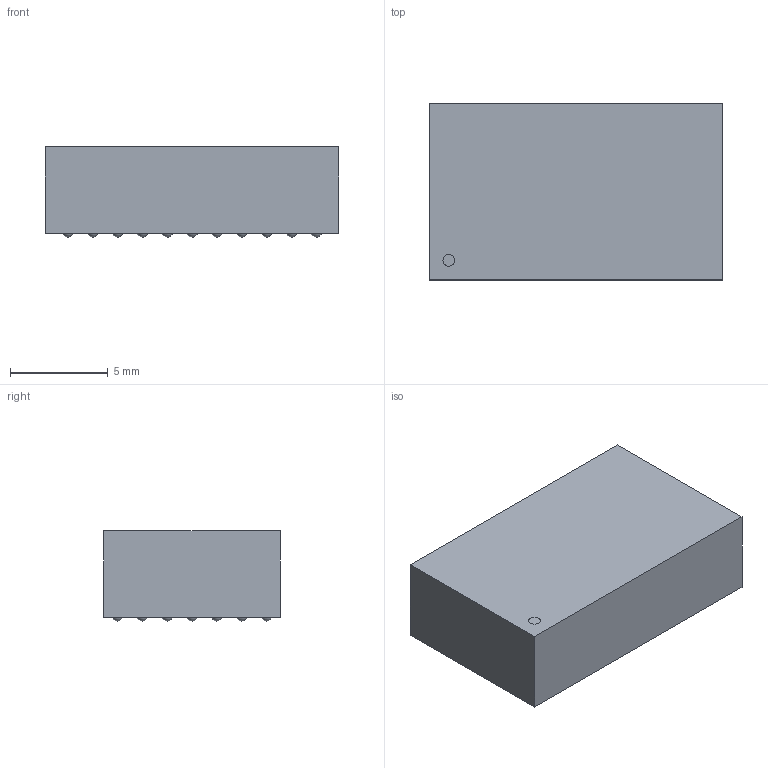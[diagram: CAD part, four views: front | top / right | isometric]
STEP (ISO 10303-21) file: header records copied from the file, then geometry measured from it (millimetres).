
FILE_DESCRIPTION(('FreeCAD Model'),'2;1');
FILE_NAME('LTM4644EY.step','2019-12-27T14:48:09',( 'Author'),(''),'Open CASCADE STEP processor 7.3','FreeCAD','Unknown' );
FILE_SCHEMA(('AUTOMOTIVE_DESIGN { 1 0 10303 214 1 1 1 1 }'));
Length unit declared in the file: millimetre
Products named in the file (4): Part; Cube; Array; Circle
Bounding box: 15 x 9 x 4.61 mm (x, y, z)
Volume: 604.1 mm3; surface area: 569 mm2
Topology: 78 solids, 79 shells, 84 faces, 244 edges, 163 vertices
Faces by surface type: sphere 77, plane 7
Entity records: 2050 total; most frequent: CARTESIAN_POINT 209, DIRECTION 209, AXIS2_PLACEMENT_3D 86, VERTEX_POINT 86, ADVANCED_FACE 84, FACE_BOUND 84, STYLED_ITEM 84, PRESENTATION_STYLE_ASSIGNMENT 84
